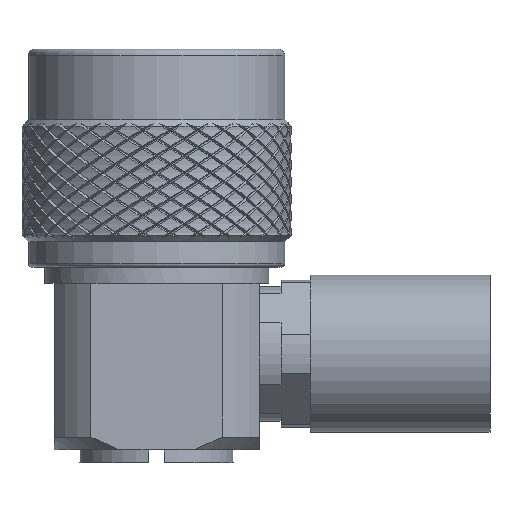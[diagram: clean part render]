
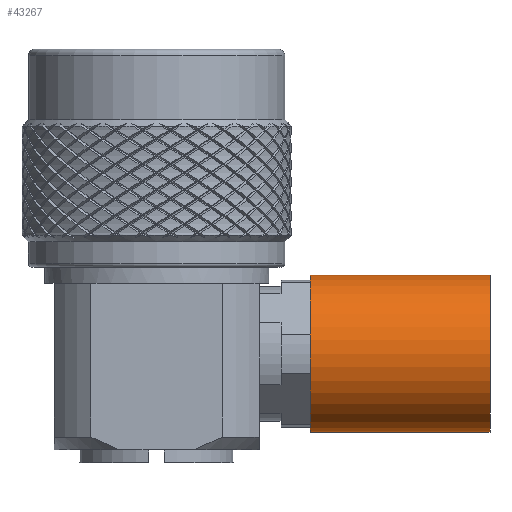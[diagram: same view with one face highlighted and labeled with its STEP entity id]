
A CAD part, left-side view. The second image highlights one B-rep face of the part: STEP entity #43267.
In plain terms, the highlighted cylindrical face has radius 6.135 mm (diameter 12.27 mm), a partial arc.
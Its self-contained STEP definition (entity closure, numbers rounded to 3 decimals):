
#3228 = CARTESIAN_POINT ( 'NONE',  ( 0., -26., -5.5 ) ) ;
#3661 = ORIENTED_EDGE ( 'NONE', *, *, #15953, .F. ) ;
#6855 = DIRECTION ( 'NONE',  ( 0., 0., -1. ) ) ;
#8868 = AXIS2_PLACEMENT_3D ( 'NONE', #32996, #15165, #6855 ) ;
#15165 = DIRECTION ( 'NONE',  ( 0., -1., 0. ) ) ;
#15953 = EDGE_CURVE ( 'NONE', #82915, #99693, #63880, .T. ) ;
#19531 = ORIENTED_EDGE ( 'NONE', *, *, #62749, .T. ) ;
#25665 = CARTESIAN_POINT ( 'NONE',  ( 0., -26., -5.5 ) ) ;
#29809 = VECTOR ( 'NONE', #116143, 1000. ) ;
#30102 = VERTEX_POINT ( 'NONE', #110547 ) ;
#32996 = CARTESIAN_POINT ( 'NONE',  ( 0., -12., -5.5 ) ) ;
#39476 = DIRECTION ( 'NONE',  ( 0., -1., 0. ) ) ;
#41579 = CARTESIAN_POINT ( 'NONE',  ( 0., -26., 0.635 ) ) ;
#43267 = ADVANCED_FACE ( 'NONE', ( #116465 ), #54145, .T. ) ;
#46965 = LINE ( 'NONE', #83132, #113708 ) ;
#53568 = DIRECTION ( 'NONE',  ( 0., 1., 0. ) ) ;
#54145 = CYLINDRICAL_SURFACE ( 'NONE', #86440, 6.135 ) ;
#62728 = LINE ( 'NONE', #80532, #29809 ) ;
#62749 = EDGE_CURVE ( 'NONE', #30102, #100738, #77127, .T. ) ;
#63880 = CIRCLE ( 'NONE', #109253, 6.135 ) ;
#68052 = EDGE_CURVE ( 'NONE', #99693, #100738, #62728, .T. ) ;
#72536 = ORIENTED_EDGE ( 'NONE', *, *, #106523, .T. ) ;
#75689 = DIRECTION ( 'NONE',  ( 0., 0., -1. ) ) ;
#77127 = CIRCLE ( 'NONE', #8868, 6.135 ) ;
#80532 = CARTESIAN_POINT ( 'NONE',  ( 0., -26., -11.635 ) ) ;
#82915 = VERTEX_POINT ( 'NONE', #41579 ) ;
#82959 = EDGE_LOOP ( 'NONE', ( #86307, #3661, #72536, #19531 ) ) ;
#83132 = CARTESIAN_POINT ( 'NONE',  ( 0., -26., 0.635 ) ) ;
#83712 = DIRECTION ( 'NONE',  ( 0., 1., 0. ) ) ;
#86110 = CARTESIAN_POINT ( 'NONE',  ( 0., -26., -11.635 ) ) ;
#86307 = ORIENTED_EDGE ( 'NONE', *, *, #68052, .F. ) ;
#86440 = AXIS2_PLACEMENT_3D ( 'NONE', #25665, #53568, #89713 ) ;
#89713 = DIRECTION ( 'NONE',  ( 0., 0., 1. ) ) ;
#90957 = CARTESIAN_POINT ( 'NONE',  ( 0., -12., -11.635 ) ) ;
#99693 = VERTEX_POINT ( 'NONE', #86110 ) ;
#100738 = VERTEX_POINT ( 'NONE', #90957 ) ;
#106523 = EDGE_CURVE ( 'NONE', #82915, #30102, #46965, .T. ) ;
#109253 = AXIS2_PLACEMENT_3D ( 'NONE', #3228, #39476, #75689 ) ;
#110547 = CARTESIAN_POINT ( 'NONE',  ( 0., -12., 0.635 ) ) ;
#113708 = VECTOR ( 'NONE', #83712, 1000. ) ;
#116143 = DIRECTION ( 'NONE',  ( 0., 1., 0. ) ) ;
#116465 = FACE_OUTER_BOUND ( 'NONE', #82959, .T. ) ;
